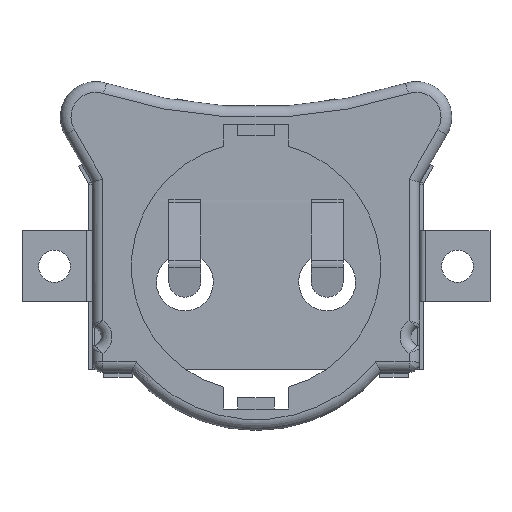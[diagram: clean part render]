
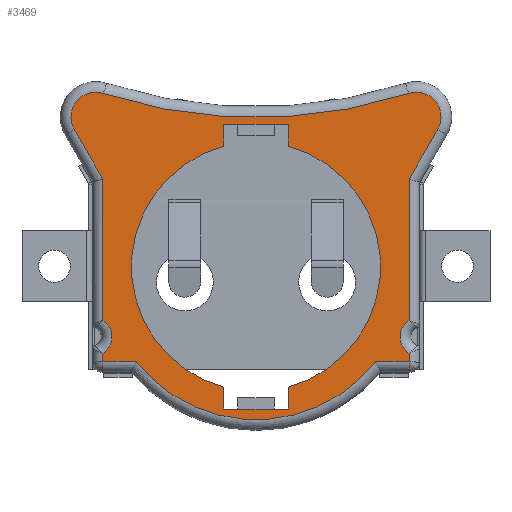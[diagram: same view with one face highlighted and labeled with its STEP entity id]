
A CAD part, front view. The second image highlights one B-rep face of the part: STEP entity #3469.
In plain terms, the highlighted face is planar.
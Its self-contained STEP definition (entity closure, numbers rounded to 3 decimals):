
#55=FACE_BOUND('',#586,.T.);
#187=PLANE('',#3805);
#370=FACE_OUTER_BOUND('',#585,.T.);
#585=EDGE_LOOP('',(#3031,#3032,#3033,#3034,#3035,#3036,#3037,#3038,#3039,
#3040,#3041,#3042,#3043,#3044));
#586=EDGE_LOOP('',(#3045,#3046,#3047,#3048,#3049,#3050,#3051,#3052));
#941=LINE('',#5753,#1301);
#942=LINE('',#5754,#1302);
#943=LINE('',#5760,#1303);
#944=LINE('',#5761,#1304);
#945=LINE('',#5763,#1305);
#946=LINE('',#5765,#1306);
#947=LINE('',#5769,#1307);
#948=LINE('',#5771,#1308);
#949=LINE('',#5777,#1309);
#950=LINE('',#5779,#1310);
#951=LINE('',#5780,#1311);
#952=LINE('',#5782,#1312);
#953=LINE('',#5784,#1313);
#954=LINE('',#5785,#1314);
#1301=VECTOR('',#4703,1000.);
#1302=VECTOR('',#4704,1000.);
#1303=VECTOR('',#4709,1000.);
#1304=VECTOR('',#4710,1000.);
#1305=VECTOR('',#4711,1000.);
#1306=VECTOR('',#4712,1000.);
#1307=VECTOR('',#4715,1000.);
#1308=VECTOR('',#4716,1000.);
#1309=VECTOR('',#4721,1000.);
#1310=VECTOR('',#4722,1000.);
#1311=VECTOR('',#4723,1000.);
#1312=VECTOR('',#4724,1000.);
#1313=VECTOR('',#4725,1000.);
#1314=VECTOR('',#4726,1000.);
#1410=CIRCLE('',#3734,8.89);
#1417=CIRCLE('',#3744,1.772);
#1419=CIRCLE('',#3747,1.397);
#1453=CIRCLE('',#3806,35.306);
#1454=CIRCLE('',#3807,1.772);
#1455=CIRCLE('',#3808,10.922);
#1456=CIRCLE('',#3809,1.397);
#1457=CIRCLE('',#3810,8.89);
#1641=VERTEX_POINT('',#5504);
#1642=VERTEX_POINT('',#5506);
#1653=VERTEX_POINT('',#5531);
#1654=VERTEX_POINT('',#5533);
#1655=VERTEX_POINT('',#5537);
#1656=VERTEX_POINT('',#5538);
#1726=VERTEX_POINT('',#5751);
#1727=VERTEX_POINT('',#5752);
#1728=VERTEX_POINT('',#5755);
#1729=VERTEX_POINT('',#5757);
#1730=VERTEX_POINT('',#5759);
#1731=VERTEX_POINT('',#5762);
#1732=VERTEX_POINT('',#5764);
#1733=VERTEX_POINT('',#5766);
#1734=VERTEX_POINT('',#5768);
#1735=VERTEX_POINT('',#5770);
#1736=VERTEX_POINT('',#5773);
#1737=VERTEX_POINT('',#5774);
#1738=VERTEX_POINT('',#5776);
#1739=VERTEX_POINT('',#5778);
#1740=VERTEX_POINT('',#5781);
#1741=VERTEX_POINT('',#5783);
#2065=EDGE_CURVE('',#1641,#1642,#1410,.T.);
#2077=EDGE_CURVE('',#1654,#1653,#1417,.T.);
#2079=EDGE_CURVE('',#1655,#1656,#1419,.T.);
#2179=EDGE_CURVE('',#1726,#1727,#941,.T.);
#2180=EDGE_CURVE('',#1727,#1654,#942,.T.);
#2181=EDGE_CURVE('',#1653,#1728,#1453,.T.);
#2182=EDGE_CURVE('',#1728,#1729,#1454,.T.);
#2183=EDGE_CURVE('',#1729,#1730,#943,.T.);
#2184=EDGE_CURVE('',#1730,#1655,#944,.T.);
#2185=EDGE_CURVE('',#1656,#1731,#945,.T.);
#2186=EDGE_CURVE('',#1731,#1732,#946,.T.);
#2187=EDGE_CURVE('',#1732,#1733,#1455,.T.);
#2188=EDGE_CURVE('',#1733,#1734,#947,.T.);
#2189=EDGE_CURVE('',#1734,#1735,#948,.T.);
#2190=EDGE_CURVE('',#1735,#1726,#1456,.T.);
#2191=EDGE_CURVE('',#1736,#1737,#1457,.T.);
#2192=EDGE_CURVE('',#1738,#1736,#949,.T.);
#2193=EDGE_CURVE('',#1739,#1738,#950,.T.);
#2194=EDGE_CURVE('',#1642,#1739,#951,.T.);
#2195=EDGE_CURVE('',#1740,#1641,#952,.T.);
#2196=EDGE_CURVE('',#1741,#1740,#953,.T.);
#2197=EDGE_CURVE('',#1737,#1741,#954,.T.);
#3031=ORIENTED_EDGE('',*,*,#2179,.T.);
#3032=ORIENTED_EDGE('',*,*,#2180,.T.);
#3033=ORIENTED_EDGE('',*,*,#2077,.T.);
#3034=ORIENTED_EDGE('',*,*,#2181,.T.);
#3035=ORIENTED_EDGE('',*,*,#2182,.T.);
#3036=ORIENTED_EDGE('',*,*,#2183,.T.);
#3037=ORIENTED_EDGE('',*,*,#2184,.T.);
#3038=ORIENTED_EDGE('',*,*,#2079,.T.);
#3039=ORIENTED_EDGE('',*,*,#2185,.T.);
#3040=ORIENTED_EDGE('',*,*,#2186,.T.);
#3041=ORIENTED_EDGE('',*,*,#2187,.T.);
#3042=ORIENTED_EDGE('',*,*,#2188,.T.);
#3043=ORIENTED_EDGE('',*,*,#2189,.T.);
#3044=ORIENTED_EDGE('',*,*,#2190,.T.);
#3045=ORIENTED_EDGE('',*,*,#2191,.F.);
#3046=ORIENTED_EDGE('',*,*,#2192,.F.);
#3047=ORIENTED_EDGE('',*,*,#2193,.F.);
#3048=ORIENTED_EDGE('',*,*,#2194,.F.);
#3049=ORIENTED_EDGE('',*,*,#2065,.F.);
#3050=ORIENTED_EDGE('',*,*,#2195,.F.);
#3051=ORIENTED_EDGE('',*,*,#2196,.F.);
#3052=ORIENTED_EDGE('',*,*,#2197,.F.);
#3469=ADVANCED_FACE('',(#370,#55),#187,.T.);
#3734=AXIS2_PLACEMENT_3D('',#5507,#4490,#4491);
#3744=AXIS2_PLACEMENT_3D('',#5534,#4515,#4516);
#3747=AXIS2_PLACEMENT_3D('',#5539,#4521,#4522);
#3805=AXIS2_PLACEMENT_3D('',#5750,#4701,#4702);
#3806=AXIS2_PLACEMENT_3D('',#5756,#4705,#4706);
#3807=AXIS2_PLACEMENT_3D('',#5758,#4707,#4708);
#3808=AXIS2_PLACEMENT_3D('',#5767,#4713,#4714);
#3809=AXIS2_PLACEMENT_3D('',#5772,#4717,#4718);
#3810=AXIS2_PLACEMENT_3D('',#5775,#4719,#4720);
#4490=DIRECTION('center_axis',(0.,1.,0.));
#4491=DIRECTION('ref_axis',(0.,0.,-1.));
#4515=DIRECTION('center_axis',(0.,1.,0.));
#4516=DIRECTION('ref_axis',(0.,0.,1.));
#4521=DIRECTION('center_axis',(0.,-1.,0.));
#4522=DIRECTION('ref_axis',(0.,0.,1.));
#4701=DIRECTION('center_axis',(0.,1.,0.));
#4702=DIRECTION('ref_axis',(0.,0.,1.));
#4703=DIRECTION('',(1.,0.,0.));
#4704=DIRECTION('',(0.866,0.,0.5));
#4705=DIRECTION('center_axis',(0.,-1.,0.));
#4706=DIRECTION('ref_axis',(0.,0.,1.));
#4707=DIRECTION('center_axis',(0.,1.,0.));
#4708=DIRECTION('ref_axis',(0.,0.,1.));
#4709=DIRECTION('',(-0.866,0.,0.5));
#4710=DIRECTION('',(-1.,0.,0.));
#4711=DIRECTION('',(-1.,0.,0.));
#4712=DIRECTION('',(0.,0.,1.));
#4713=DIRECTION('center_axis',(0.,1.,0.));
#4714=DIRECTION('ref_axis',(0.,0.,1.));
#4715=DIRECTION('',(0.,0.,1.));
#4716=DIRECTION('',(1.,0.,0.));
#4717=DIRECTION('center_axis',(0.,-1.,0.));
#4718=DIRECTION('ref_axis',(0.,0.,1.));
#4719=DIRECTION('center_axis',(0.,1.,0.));
#4720=DIRECTION('ref_axis',(0.,0.,1.));
#4721=DIRECTION('',(-1.,0.,0.));
#4722=DIRECTION('',(0.,0.,-1.));
#4723=DIRECTION('',(1.,0.,0.));
#4724=DIRECTION('',(1.,0.,0.));
#4725=DIRECTION('',(0.,0.,1.));
#4726=DIRECTION('',(-1.,0.,0.));
#5504=CARTESIAN_POINT('',(-9.353,6.858,2.286));
#5506=CARTESIAN_POINT('',(7.829,6.858,2.286));
#5507=CARTESIAN_POINT('Origin',(-0.762,6.858,0.));
#5531=CARTESIAN_POINT('',(11.598,6.858,10.89));
#5533=CARTESIAN_POINT('',(9.027,6.858,12.971));
#5534=CARTESIAN_POINT('Origin',(9.912,6.858,11.436));
#5537=CARTESIAN_POINT('',(-4.595,6.858,-10.922));
#5538=CARTESIAN_POINT('',(-6.937,6.858,-10.922));
#5539=CARTESIAN_POINT('Origin',(-5.766,6.858,-11.684));
#5750=CARTESIAN_POINT('Origin',(9.912,6.858,11.436));
#5751=CARTESIAN_POINT('',(-4.595,6.858,10.922));
#5752=CARTESIAN_POINT('',(5.478,6.858,10.922));
#5753=CARTESIAN_POINT('',(5.274,6.858,10.922));
#5754=CARTESIAN_POINT('',(9.027,6.858,12.971));
#5755=CARTESIAN_POINT('',(11.598,6.858,-10.89));
#5756=CARTESIAN_POINT('Origin',(45.182,6.858,0.));
#5757=CARTESIAN_POINT('',(9.027,6.858,-12.971));
#5758=CARTESIAN_POINT('Origin',(9.912,6.858,-11.436));
#5759=CARTESIAN_POINT('',(5.478,6.858,-10.922));
#5760=CARTESIAN_POINT('',(5.655,6.858,-11.024));
#5761=CARTESIAN_POINT('',(-4.914,6.858,-10.922));
#5762=CARTESIAN_POINT('',(-7.544,6.858,-10.922));
#5763=CARTESIAN_POINT('',(-7.577,6.858,-10.922));
#5764=CARTESIAN_POINT('',(-7.544,6.858,-8.561));
#5765=CARTESIAN_POINT('',(-7.544,6.858,-8.922));
#5766=CARTESIAN_POINT('',(-7.544,6.858,8.561));
#5767=CARTESIAN_POINT('Origin',(-0.762,6.858,0.));
#5768=CARTESIAN_POINT('',(-7.544,6.858,10.922));
#5769=CARTESIAN_POINT('',(-7.544,6.858,10.955));
#5770=CARTESIAN_POINT('',(-6.937,6.858,10.922));
#5771=CARTESIAN_POINT('',(-6.618,6.858,10.922));
#5772=CARTESIAN_POINT('Origin',(-5.766,6.858,11.684));
#5773=CARTESIAN_POINT('',(7.829,6.858,-2.286));
#5774=CARTESIAN_POINT('',(-9.353,6.858,-2.286));
#5775=CARTESIAN_POINT('Origin',(-0.762,6.858,0.));
#5776=CARTESIAN_POINT('',(9.398,6.858,-2.286));
#5777=CARTESIAN_POINT('',(9.398,6.858,-2.286));
#5778=CARTESIAN_POINT('',(9.398,6.858,2.286));
#5779=CARTESIAN_POINT('',(9.398,6.858,2.286));
#5780=CARTESIAN_POINT('',(9.398,6.858,2.286));
#5781=CARTESIAN_POINT('',(-10.922,6.858,2.286));
#5782=CARTESIAN_POINT('',(-10.922,6.858,2.286));
#5783=CARTESIAN_POINT('',(-10.922,6.858,-2.286));
#5784=CARTESIAN_POINT('',(-10.922,6.858,2.286));
#5785=CARTESIAN_POINT('',(-10.922,6.858,-2.286));
